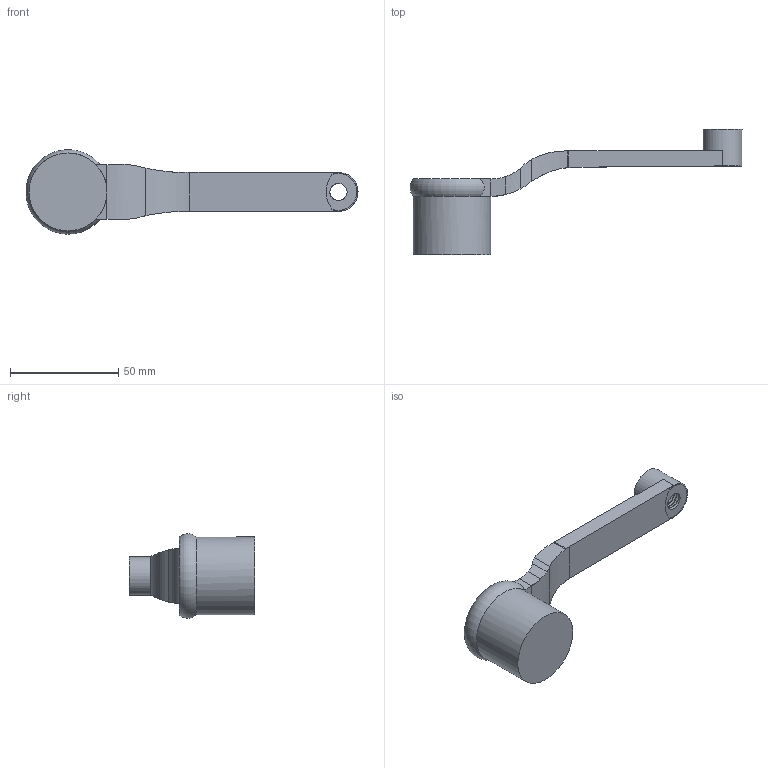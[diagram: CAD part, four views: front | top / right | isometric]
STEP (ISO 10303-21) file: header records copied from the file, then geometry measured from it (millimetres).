
FILE_DESCRIPTION(/* description */ (''),/* implementation_level */ '2;1');
FILE_NAME(/* name */ 'OA_125_N.dxf',/* time_stamp */ '2012-11-23T16:34:03+08:00',/* author */ (''),/* organization */ (''),/* preprocessor_version */ 'ST-DEVELOPER v9',/* originating_system */ 'UGS - NX 4.0',/* authorisation */ '');
FILE_SCHEMA (('CONFIG_CONTROL_DESIGN'));
Length unit declared in the file: millimetre
Products named in the file (1): Admi04A9xmcc
Bounding box: 153.42 x 58 x 38.92 mm (x, y, z)
Surface area: 13711.3 mm2 (no closed solid volume)
Topology: 0 solids, 1 shells, 39 faces, 103 edges, 64 vertices
Faces by surface type: plane 15, cylinder 11, extrusion 8, cone 2, bspline 2, torus 1
Full cylindrical faces by diameter (mm): 18 x1, 36 x1
Entity records: 3219 total; most frequent: CARTESIAN_POINT 2298, ORIENTED_EDGE 192, DIRECTION 132, EDGE_CURVE 96, VERTEX_POINT 61, B_SPLINE_CURVE_WITH_KNOTS 60, AXIS2_PLACEMENT_3D 50, EDGE_LOOP 43
